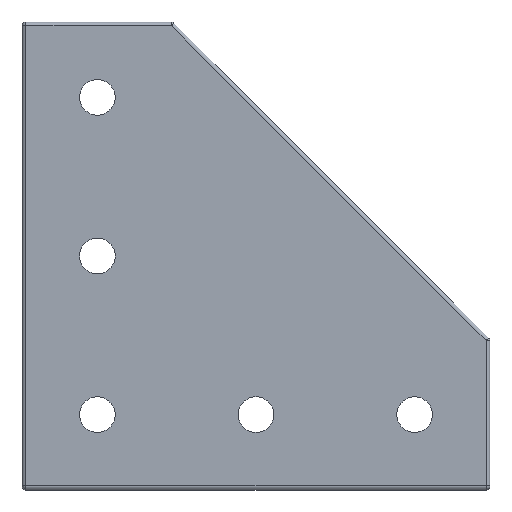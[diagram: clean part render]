
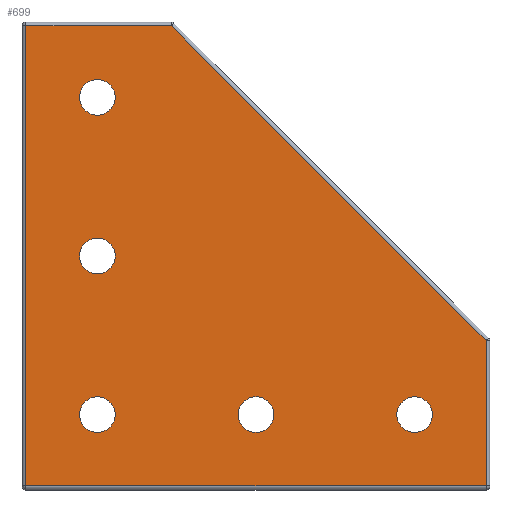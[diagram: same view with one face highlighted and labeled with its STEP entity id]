
A CAD part, top view. The second image highlights one B-rep face of the part: STEP entity #699.
In plain terms, the highlighted planar face has unit normal (0, 0, 1).
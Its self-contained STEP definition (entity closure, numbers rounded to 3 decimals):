
#1=DIRECTION('',(-1.,0.,0.));
#2=VECTOR('',#1,116.);
#3=CARTESIAN_POINT('',(117.,1.,3.));
#4=LINE('',#3,#2);
#24=DIRECTION('',(0.,1.,0.));
#25=VECTOR('',#24,116.);
#26=CARTESIAN_POINT('',(1.,1.,3.));
#27=LINE('',#26,#25);
#181=DIRECTION('',(1.,0.,0.));
#182=VECTOR('',#181,36.586);
#183=CARTESIAN_POINT('',(1.,117.,3.));
#184=LINE('',#183,#182);
#185=DIRECTION('',(-0.707,0.707,0.));
#186=VECTOR('',#185,112.309);
#187=CARTESIAN_POINT('',(117.,37.586,3.));
#188=LINE('',#187,#186);
#189=CARTESIAN_POINT('',(19.,59.,3.));
#190=DIRECTION('',(0.,0.,-1.));
#191=DIRECTION('',(1.,0.,0.));
#192=AXIS2_PLACEMENT_3D('',#189,#190,#191);
#194=CARTESIAN_POINT('',(19.,59.,3.));
#195=DIRECTION('',(0.,0.,-1.));
#196=DIRECTION('',(-1.,0.,0.));
#197=AXIS2_PLACEMENT_3D('',#194,#195,#196);
#199=CARTESIAN_POINT('',(59.,19.,3.));
#200=DIRECTION('',(0.,0.,-1.));
#201=DIRECTION('',(1.,0.,0.));
#202=AXIS2_PLACEMENT_3D('',#199,#200,#201);
#204=CARTESIAN_POINT('',(59.,19.,3.));
#205=DIRECTION('',(0.,0.,-1.));
#206=DIRECTION('',(-1.,0.,0.));
#207=AXIS2_PLACEMENT_3D('',#204,#205,#206);
#209=CARTESIAN_POINT('',(19.,19.,3.));
#210=DIRECTION('',(0.,0.,-1.));
#211=DIRECTION('',(1.,0.,0.));
#212=AXIS2_PLACEMENT_3D('',#209,#210,#211);
#214=CARTESIAN_POINT('',(19.,19.,3.));
#215=DIRECTION('',(0.,0.,-1.));
#216=DIRECTION('',(-1.,0.,0.));
#217=AXIS2_PLACEMENT_3D('',#214,#215,#216);
#219=CARTESIAN_POINT('',(99.,19.,3.));
#220=DIRECTION('',(0.,0.,-1.));
#221=DIRECTION('',(1.,0.,0.));
#222=AXIS2_PLACEMENT_3D('',#219,#220,#221);
#224=CARTESIAN_POINT('',(99.,19.,3.));
#225=DIRECTION('',(0.,0.,-1.));
#226=DIRECTION('',(-1.,0.,0.));
#227=AXIS2_PLACEMENT_3D('',#224,#225,#226);
#229=CARTESIAN_POINT('',(19.,99.,3.));
#230=DIRECTION('',(0.,0.,-1.));
#231=DIRECTION('',(1.,0.,0.));
#232=AXIS2_PLACEMENT_3D('',#229,#230,#231);
#234=CARTESIAN_POINT('',(19.,99.,3.));
#235=DIRECTION('',(0.,0.,-1.));
#236=DIRECTION('',(-1.,0.,0.));
#237=AXIS2_PLACEMENT_3D('',#234,#235,#236);
#239=DIRECTION('',(0.,-1.,0.));
#240=VECTOR('',#239,36.586);
#241=CARTESIAN_POINT('',(117.,37.586,3.));
#242=LINE('',#241,#240);
#349=CARTESIAN_POINT('',(23.5,59.,3.));
#350=CARTESIAN_POINT('',(14.5,59.,3.));
#351=VERTEX_POINT('',#349);
#352=VERTEX_POINT('',#350);
#353=CARTESIAN_POINT('',(103.5,19.,3.));
#354=CARTESIAN_POINT('',(94.5,19.,3.));
#355=VERTEX_POINT('',#353);
#356=VERTEX_POINT('',#354);
#357=CARTESIAN_POINT('',(23.5,99.,3.));
#358=CARTESIAN_POINT('',(14.5,99.,3.));
#359=VERTEX_POINT('',#357);
#360=VERTEX_POINT('',#358);
#372=CARTESIAN_POINT('',(117.,37.586,3.));
#374=VERTEX_POINT('',#372);
#382=CARTESIAN_POINT('',(14.5,19.,3.));
#384=VERTEX_POINT('',#382);
#385=CARTESIAN_POINT('',(1.,117.,3.));
#387=VERTEX_POINT('',#385);
#389=CARTESIAN_POINT('',(23.5,19.,3.));
#390=VERTEX_POINT('',#389);
#399=CARTESIAN_POINT('',(1.,1.,3.));
#400=VERTEX_POINT('',#399);
#401=CARTESIAN_POINT('',(117.,1.,3.));
#402=VERTEX_POINT('',#401);
#407=CARTESIAN_POINT('',(54.5,19.,3.));
#408=CARTESIAN_POINT('',(63.5,19.,3.));
#409=VERTEX_POINT('',#407);
#410=VERTEX_POINT('',#408);
#425=CARTESIAN_POINT('',(37.586,117.,3.));
#426=VERTEX_POINT('',#425);
#656=CARTESIAN_POINT('',(0.,0.,3.));
#657=DIRECTION('',(0.,0.,-1.));
#658=DIRECTION('',(-1.,0.,0.));
#659=AXIS2_PLACEMENT_3D('',#656,#657,#658);
#660=PLANE('',#659);
#661=ORIENTED_EDGE('',*,*,#482,.T.);
#662=ORIENTED_EDGE('',*,*,#651,.T.);
#663=ORIENTED_EDGE('',*,*,#599,.F.);
#665=ORIENTED_EDGE('',*,*,#664,.T.);
#666=ORIENTED_EDGE('',*,*,#454,.T.);
#667=EDGE_LOOP('',(#661,#662,#663,#665,#666));
#668=FACE_OUTER_BOUND('',#667,.F.);
#670=ORIENTED_EDGE('',*,*,#669,.F.);
#672=ORIENTED_EDGE('',*,*,#671,.F.);
#673=EDGE_LOOP('',(#670,#672));
#674=FACE_BOUND('',#673,.F.);
#676=ORIENTED_EDGE('',*,*,#675,.F.);
#678=ORIENTED_EDGE('',*,*,#677,.F.);
#679=EDGE_LOOP('',(#676,#678));
#680=FACE_BOUND('',#679,.F.);
#682=ORIENTED_EDGE('',*,*,#681,.F.);
#684=ORIENTED_EDGE('',*,*,#683,.F.);
#685=EDGE_LOOP('',(#682,#684));
#686=FACE_BOUND('',#685,.F.);
#688=ORIENTED_EDGE('',*,*,#687,.F.);
#690=ORIENTED_EDGE('',*,*,#689,.F.);
#691=EDGE_LOOP('',(#688,#690));
#692=FACE_BOUND('',#691,.F.);
#694=ORIENTED_EDGE('',*,*,#693,.F.);
#696=ORIENTED_EDGE('',*,*,#695,.F.);
#697=EDGE_LOOP('',(#694,#696));
#698=FACE_BOUND('',#697,.F.);
#699=ADVANCED_FACE('',(#668,#674,#680,#686,#692,#698),#660,.F.);
#193=CIRCLE('',#192,4.5);
#198=CIRCLE('',#197,4.5);
#203=CIRCLE('',#202,4.5);
#208=CIRCLE('',#207,4.5);
#213=CIRCLE('',#212,4.5);
#218=CIRCLE('',#217,4.5);
#223=CIRCLE('',#222,4.5);
#228=CIRCLE('',#227,4.5);
#233=CIRCLE('',#232,4.5);
#238=CIRCLE('',#237,4.5);
#454=EDGE_CURVE('',#402,#400,#4,.T.);
#482=EDGE_CURVE('',#400,#387,#27,.T.);
#599=EDGE_CURVE('',#374,#426,#188,.T.);
#651=EDGE_CURVE('',#387,#426,#184,.T.);
#664=EDGE_CURVE('',#374,#402,#242,.T.);
#669=EDGE_CURVE('',#351,#352,#193,.T.);
#671=EDGE_CURVE('',#352,#351,#198,.T.);
#675=EDGE_CURVE('',#410,#409,#203,.T.);
#677=EDGE_CURVE('',#409,#410,#208,.T.);
#681=EDGE_CURVE('',#390,#384,#213,.T.);
#683=EDGE_CURVE('',#384,#390,#218,.T.);
#687=EDGE_CURVE('',#355,#356,#223,.T.);
#689=EDGE_CURVE('',#356,#355,#228,.T.);
#693=EDGE_CURVE('',#359,#360,#233,.T.);
#695=EDGE_CURVE('',#360,#359,#238,.T.);
